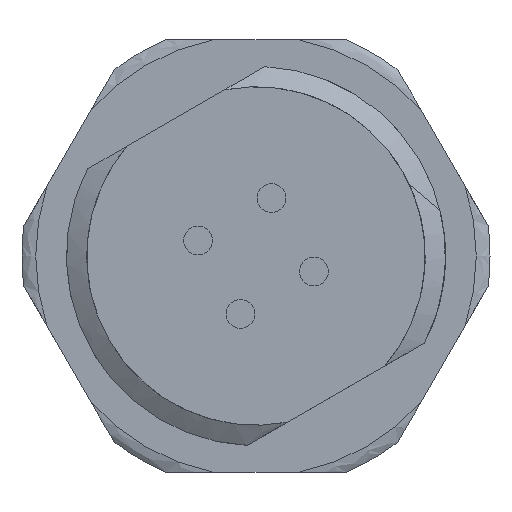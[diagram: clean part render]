
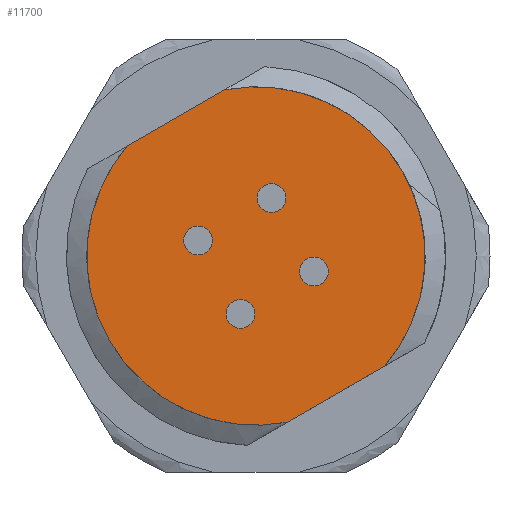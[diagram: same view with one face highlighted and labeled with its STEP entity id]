
A CAD part, front view. The second image highlights one B-rep face of the part: STEP entity #11700.
In plain terms, the highlighted planar face has unit normal (0, -1, 0).
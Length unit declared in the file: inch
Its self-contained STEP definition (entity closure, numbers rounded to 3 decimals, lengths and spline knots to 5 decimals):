
#3100=DIRECTION('',(-0.866,0.,-0.5));
#3101=VECTOR('',#3100,0.18433);
#3102=CARTESIAN_POINT('',(-0.05109,-0.27559,
0.27282));
#3103=LINE('',#3102,#3101);
#3173=DIRECTION('',(0.866,0.,0.5));
#3174=VECTOR('',#3173,0.18433);
#3175=CARTESIAN_POINT('',(0.05109,-0.27559,
-0.27282));
#3176=LINE('',#3175,#3174);
#3377=CARTESIAN_POINT('',(0.,-0.27559,0.));
#3378=DIRECTION('',(0.,1.,0.));
#3379=DIRECTION('',(-0.184,0.,0.983));
#3380=AXIS2_PLACEMENT_3D('',#3377,#3378,#3379);
#3382=CARTESIAN_POINT('',(0.,-0.27559,0.));
#3383=DIRECTION('',(0.,1.,0.));
#3384=DIRECTION('',(0.866,0.,0.5));
#3385=AXIS2_PLACEMENT_3D('',#3382,#3383,#3384);
#3387=CARTESIAN_POINT('',(0.,-0.27559,0.));
#3388=DIRECTION('',(0.,1.,0.));
#3389=DIRECTION('',(0.184,0.,-0.983));
#3390=AXIS2_PLACEMENT_3D('',#3387,#3388,#3389);
#3392=CARTESIAN_POINT('',(0.,-0.27559,0.));
#3393=DIRECTION('',(0.,1.,0.));
#3394=DIRECTION('',(-0.866,0.,-0.5));
#3395=AXIS2_PLACEMENT_3D('',#3392,#3393,#3394);
#3397=CARTESIAN_POINT('',(-0.09507,-0.27559,
0.02547));
#3398=DIRECTION('',(0.,-1.,0.));
#3399=DIRECTION('',(1.,0.,0.));
#3400=AXIS2_PLACEMENT_3D('',#3397,#3398,#3399);
#3402=CARTESIAN_POINT('',(-0.09507,-0.27559,
0.02547));
#3403=DIRECTION('',(0.,-1.,0.));
#3404=DIRECTION('',(-1.,0.,0.));
#3405=AXIS2_PLACEMENT_3D('',#3402,#3403,#3404);
#3407=CARTESIAN_POINT('',(0.09507,-0.27559,
-0.02547));
#3408=DIRECTION('',(0.,-1.,0.));
#3409=DIRECTION('',(1.,0.,0.));
#3410=AXIS2_PLACEMENT_3D('',#3407,#3408,#3409);
#3412=CARTESIAN_POINT('',(0.09507,-0.27559,
-0.02547));
#3413=DIRECTION('',(0.,-1.,0.));
#3414=DIRECTION('',(-1.,0.,0.));
#3415=AXIS2_PLACEMENT_3D('',#3412,#3413,#3414);
#3417=CARTESIAN_POINT('',(0.02547,-0.27559,
0.09507));
#3418=DIRECTION('',(0.,-1.,0.));
#3419=DIRECTION('',(1.,0.,0.));
#3420=AXIS2_PLACEMENT_3D('',#3417,#3418,#3419);
#3422=CARTESIAN_POINT('',(0.02547,-0.27559,
0.09507));
#3423=DIRECTION('',(0.,-1.,0.));
#3424=DIRECTION('',(-1.,0.,0.));
#3425=AXIS2_PLACEMENT_3D('',#3422,#3423,#3424);
#3427=CARTESIAN_POINT('',(-0.02547,-0.27559,
-0.09507));
#3428=DIRECTION('',(0.,-1.,0.));
#3429=DIRECTION('',(1.,0.,0.));
#3430=AXIS2_PLACEMENT_3D('',#3427,#3428,#3429);
#3432=CARTESIAN_POINT('',(-0.02547,-0.27559,
-0.09507));
#3433=DIRECTION('',(0.,-1.,0.));
#3434=DIRECTION('',(-1.,0.,0.));
#3435=AXIS2_PLACEMENT_3D('',#3432,#3433,#3434);
#7599=CARTESIAN_POINT('',(-0.21072,-0.27559,
0.18065));
#7601=VERTEX_POINT('',#7599);
#7615=CARTESIAN_POINT('',(-0.05109,-0.27559,
0.27282));
#7616=VERTEX_POINT('',#7615);
#7629=CARTESIAN_POINT('',(0.21072,-0.27559,
-0.18065));
#7630=VERTEX_POINT('',#7629);
#7631=CARTESIAN_POINT('',(0.24037,-0.27559,
0.13878));
#7632=VERTEX_POINT('',#7631);
#7642=CARTESIAN_POINT('',(-0.24037,-0.27559,
-0.13878));
#7643=VERTEX_POINT('',#7642);
#7644=CARTESIAN_POINT('',(0.05109,-0.27559,
-0.27282));
#7645=VERTEX_POINT('',#7644);
#7657=CARTESIAN_POINT('',(-0.07145,-0.27559,
0.02547));
#7658=CARTESIAN_POINT('',(-0.11869,-0.27559,
0.02547));
#7659=VERTEX_POINT('',#7657);
#7660=VERTEX_POINT('',#7658);
#7661=CARTESIAN_POINT('',(0.11869,-0.27559,
-0.02547));
#7662=CARTESIAN_POINT('',(0.07145,-0.27559,
-0.02547));
#7663=VERTEX_POINT('',#7661);
#7664=VERTEX_POINT('',#7662);
#7665=CARTESIAN_POINT('',(0.0491,-0.27559,
0.09507));
#7666=CARTESIAN_POINT('',(0.00185,-0.27559,
0.09507));
#7667=VERTEX_POINT('',#7665);
#7668=VERTEX_POINT('',#7666);
#7669=CARTESIAN_POINT('',(-0.00185,-0.27559,
-0.09507));
#7670=CARTESIAN_POINT('',(-0.0491,-0.27559,
-0.09507));
#7671=VERTEX_POINT('',#7669);
#7672=VERTEX_POINT('',#7670);
#11661=CARTESIAN_POINT('',(0.,-0.27559,0.));
#11662=DIRECTION('',(0.,-1.,0.));
#11663=DIRECTION('',(0.866,0.,0.5));
#11664=AXIS2_PLACEMENT_3D('',#11661,#11662,#11663);
#11665=PLANE('',#11664);
#11666=ORIENTED_EDGE('',*,*,#11254,.F.);
#11668=ORIENTED_EDGE('',*,*,#11667,.T.);
#11670=ORIENTED_EDGE('',*,*,#11669,.T.);
#11671=ORIENTED_EDGE('',*,*,#11390,.F.);
#11672=ORIENTED_EDGE('',*,*,#11652,.T.);
#11673=ORIENTED_EDGE('',*,*,#11650,.T.);
#11674=EDGE_LOOP('',(#11666,#11668,#11670,#11671,#11672,#11673));
#11675=FACE_OUTER_BOUND('',#11674,.F.);
#11677=ORIENTED_EDGE('',*,*,#11676,.T.);
#11679=ORIENTED_EDGE('',*,*,#11678,.T.);
#11680=EDGE_LOOP('',(#11677,#11679));
#11681=FACE_BOUND('',#11680,.F.);
#11683=ORIENTED_EDGE('',*,*,#11682,.T.);
#11685=ORIENTED_EDGE('',*,*,#11684,.T.);
#11686=EDGE_LOOP('',(#11683,#11685));
#11687=FACE_BOUND('',#11686,.F.);
#11689=ORIENTED_EDGE('',*,*,#11688,.T.);
#11691=ORIENTED_EDGE('',*,*,#11690,.T.);
#11692=EDGE_LOOP('',(#11689,#11691));
#11693=FACE_BOUND('',#11692,.F.);
#11695=ORIENTED_EDGE('',*,*,#11694,.T.);
#11697=ORIENTED_EDGE('',*,*,#11696,.T.);
#11698=EDGE_LOOP('',(#11695,#11697));
#11699=FACE_BOUND('',#11698,.F.);
#11700=ADVANCED_FACE('',(#11675,#11681,#11687,#11693,#11699),#11665,.T.);
#3381=CIRCLE('',#3380,0.27756);
#3386=CIRCLE('',#3385,0.27756);
#3391=CIRCLE('',#3390,0.27756);
#3396=CIRCLE('',#3395,0.27756);
#3401=CIRCLE('',#3400,0.02362);
#3406=CIRCLE('',#3405,0.02362);
#3411=CIRCLE('',#3410,0.02362);
#3416=CIRCLE('',#3415,0.02362);
#3421=CIRCLE('',#3420,0.02362);
#3426=CIRCLE('',#3425,0.02362);
#3431=CIRCLE('',#3430,0.02362);
#3436=CIRCLE('',#3435,0.02362);
#11254=EDGE_CURVE('',#7616,#7601,#3103,.T.);
#11390=EDGE_CURVE('',#7645,#7630,#3176,.T.);
#11650=EDGE_CURVE('',#7643,#7601,#3396,.T.);
#11652=EDGE_CURVE('',#7645,#7643,#3391,.T.);
#11667=EDGE_CURVE('',#7616,#7632,#3381,.T.);
#11669=EDGE_CURVE('',#7632,#7630,#3386,.T.);
#11676=EDGE_CURVE('',#7659,#7660,#3401,.T.);
#11678=EDGE_CURVE('',#7660,#7659,#3406,.T.);
#11682=EDGE_CURVE('',#7663,#7664,#3411,.T.);
#11684=EDGE_CURVE('',#7664,#7663,#3416,.T.);
#11688=EDGE_CURVE('',#7667,#7668,#3421,.T.);
#11690=EDGE_CURVE('',#7668,#7667,#3426,.T.);
#11694=EDGE_CURVE('',#7671,#7672,#3431,.T.);
#11696=EDGE_CURVE('',#7672,#7671,#3436,.T.);
